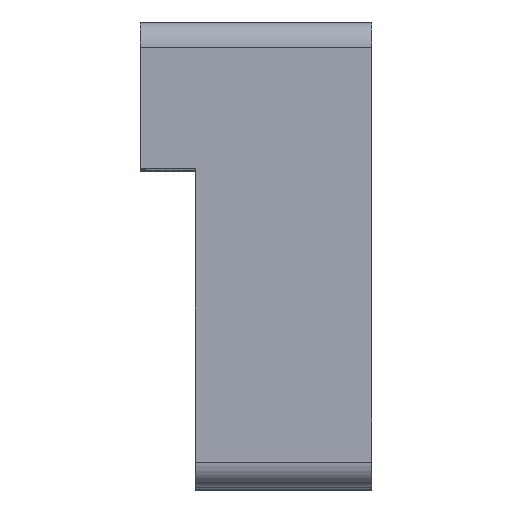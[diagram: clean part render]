
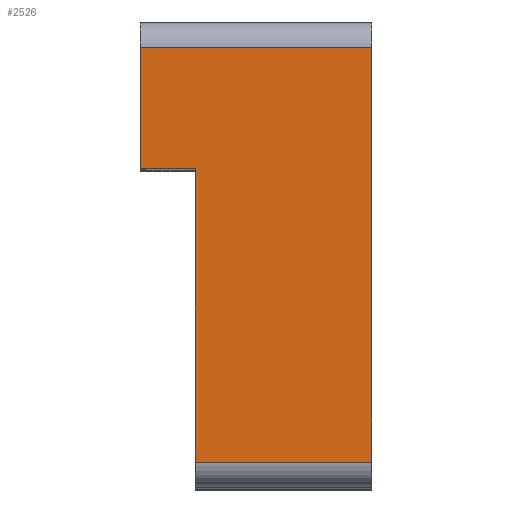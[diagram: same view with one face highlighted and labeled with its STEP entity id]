
A CAD part, top view. The second image highlights one B-rep face of the part: STEP entity #2526.
In plain terms, the highlighted planar face has unit normal (0, 0, 1).
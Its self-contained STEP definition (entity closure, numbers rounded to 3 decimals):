
#48=PLANE('',#2688);
#136=FACE_OUTER_BOUND('',#260,.T.);
#260=EDGE_LOOP('',(#1883,#1884,#1885,#1886,#1887,#1888));
#659=LINE('',#7899,#809);
#671=LINE('',#7944,#821);
#672=LINE('',#7947,#822);
#673=LINE('',#7949,#823);
#674=LINE('',#7951,#824);
#675=LINE('',#7952,#825);
#809=VECTOR('',#2999,10.);
#821=VECTOR('',#3043,10.);
#822=VECTOR('',#3046,10.);
#823=VECTOR('',#3047,10.);
#824=VECTOR('',#3048,10.);
#825=VECTOR('',#3049,10.);
#1041=VERTEX_POINT('',#7896);
#1042=VERTEX_POINT('',#7898);
#1059=VERTEX_POINT('',#7942);
#1060=VERTEX_POINT('',#7946);
#1061=VERTEX_POINT('',#7948);
#1062=VERTEX_POINT('',#7950);
#1376=EDGE_CURVE('',#1042,#1041,#659,.T.);
#1399=EDGE_CURVE('',#1059,#1041,#671,.T.);
#1400=EDGE_CURVE('',#1059,#1060,#672,.T.);
#1401=EDGE_CURVE('',#1060,#1061,#673,.T.);
#1402=EDGE_CURVE('',#1061,#1062,#674,.T.);
#1403=EDGE_CURVE('',#1042,#1062,#675,.T.);
#1883=ORIENTED_EDGE('',*,*,#1399,.F.);
#1884=ORIENTED_EDGE('',*,*,#1400,.T.);
#1885=ORIENTED_EDGE('',*,*,#1401,.T.);
#1886=ORIENTED_EDGE('',*,*,#1402,.T.);
#1887=ORIENTED_EDGE('',*,*,#1403,.F.);
#1888=ORIENTED_EDGE('',*,*,#1376,.T.);
#2526=ADVANCED_FACE('',(#136),#48,.T.);
#2688=AXIS2_PLACEMENT_3D('',#7945,#3044,#3045);
#2999=DIRECTION('',(0.,1.,0.));
#3043=DIRECTION('',(1.,0.,0.));
#3044=DIRECTION('center_axis',(0.,0.,1.));
#3045=DIRECTION('ref_axis',(1.,0.,0.));
#3046=DIRECTION('',(0.,-1.,0.));
#3047=DIRECTION('',(1.,0.,0.));
#3048=DIRECTION('',(0.,-1.,0.));
#3049=DIRECTION('',(-1.,0.,0.));
#7896=CARTESIAN_POINT('',(20.8,51.8,168.));
#7898=CARTESIAN_POINT('',(20.8,3.,168.));
#7899=CARTESIAN_POINT('',(20.8,37.5,168.));
#7942=CARTESIAN_POINT('',(-6.5,51.8,168.));
#7944=CARTESIAN_POINT('',(11.725,51.8,168.));
#7945=CARTESIAN_POINT('Origin',(2.65,27.4,168.));
#7946=CARTESIAN_POINT('',(-6.5,37.5,168.));
#7947=CARTESIAN_POINT('',(-6.5,41.1,168.));
#7948=CARTESIAN_POINT('',(0.,37.5,168.));
#7949=CARTESIAN_POINT('',(-15.5,37.5,168.));
#7950=CARTESIAN_POINT('',(0.,3.,168.));
#7951=CARTESIAN_POINT('',(0.,54.8,168.));
#7952=CARTESIAN_POINT('',(1.325,3.,168.));
